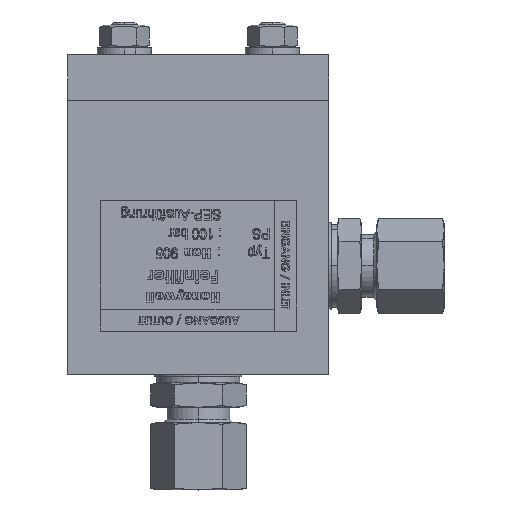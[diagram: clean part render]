
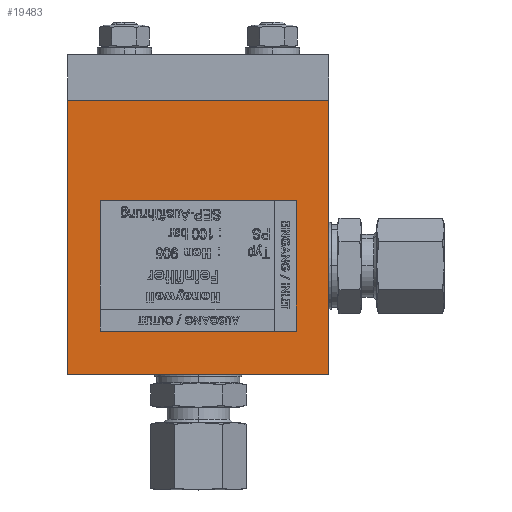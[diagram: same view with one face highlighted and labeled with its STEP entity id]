
A CAD part, left-side view. The second image highlights one B-rep face of the part: STEP entity #19483.
In plain terms, the highlighted planar face has unit normal (1, 0, 0).
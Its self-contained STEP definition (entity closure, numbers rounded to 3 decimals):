
#804 = EDGE_CURVE ( 'NONE', #92183, #64378, #77927, .T. ) ;
#936 = EDGE_CURVE ( 'NONE', #32835, #90287, #75648, .T. ) ;
#942 = LINE ( 'NONE', #85439, #22866 ) ;
#971 = VERTEX_POINT ( 'NONE', #58837 ) ;
#1275 = CARTESIAN_POINT ( 'NONE',  ( -25., 30., 9.995 ) ) ;
#4328 = EDGE_CURVE ( 'NONE', #90287, #93592, #25727, .T. ) ;
#5757 = DIRECTION ( 'NONE',  ( 0., 0., -1. ) ) ;
#11888 = CARTESIAN_POINT ( 'NONE',  ( -25., -30., 63. ) ) ;
#13069 = CARTESIAN_POINT ( 'NONE',  ( -25., -22.506, 63. ) ) ;
#13688 = CARTESIAN_POINT ( 'NONE',  ( -25., -30., 63. ) ) ;
#15298 = CARTESIAN_POINT ( 'NONE',  ( -25., 30., 63. ) ) ;
#17435 = PLANE ( 'NONE',  #93830 ) ;
#18220 = VECTOR ( 'NONE', #23527, 1000. ) ;
#18750 = EDGE_CURVE ( 'NONE', #87168, #971, #942, .T. ) ;
#19483 = ADVANCED_FACE ( 'NONE', ( #51893, #64548 ), #17435, .T. ) ;
#21300 = EDGE_CURVE ( 'NONE', #89197, #32835, #40117, .T. ) ;
#22866 = VECTOR ( 'NONE', #70968, 1000. ) ;
#23116 = ORIENTED_EDGE ( 'NONE', *, *, #77723, .T. ) ;
#23527 = DIRECTION ( 'NONE',  ( 0., -1., 0. ) ) ;
#24215 = CARTESIAN_POINT ( 'NONE',  ( -25., 30., 39.995 ) ) ;
#25727 = LINE ( 'NONE', #24215, #43008 ) ;
#32254 = DIRECTION ( 'NONE',  ( 0., 1., 0. ) ) ;
#32826 = CARTESIAN_POINT ( 'NONE',  ( -25., -22.506, 39.995 ) ) ;
#32835 = VERTEX_POINT ( 'NONE', #67329 ) ;
#37258 = ORIENTED_EDGE ( 'NONE', *, *, #52487, .T. ) ;
#39108 = ORIENTED_EDGE ( 'NONE', *, *, #4328, .T. ) ;
#39942 = VECTOR ( 'NONE', #67693, 1000. ) ;
#40117 = LINE ( 'NONE', #1275, #18220 ) ;
#43008 = VECTOR ( 'NONE', #75737, 1000. ) ;
#47553 = DIRECTION ( 'NONE',  ( 0., -1., 0. ) ) ;
#50378 = ORIENTED_EDGE ( 'NONE', *, *, #56769, .T. ) ;
#51893 = FACE_BOUND ( 'NONE', #86513, .T. ) ;
#52487 = EDGE_CURVE ( 'NONE', #93592, #89197, #77693, .T. ) ;
#53788 = VECTOR ( 'NONE', #72038, 1000. ) ;
#54426 = CARTESIAN_POINT ( 'NONE',  ( -25., -30., 0. ) ) ;
#55238 = ORIENTED_EDGE ( 'NONE', *, *, #18750, .T. ) ;
#55827 = VECTOR ( 'NONE', #71412, 1000. ) ;
#56769 = EDGE_CURVE ( 'NONE', #971, #92183, #83735, .T. ) ;
#58374 = VECTOR ( 'NONE', #47553, 1000. ) ;
#58837 = CARTESIAN_POINT ( 'NONE',  ( -25., 30., 0. ) ) ;
#60297 = CARTESIAN_POINT ( 'NONE',  ( -25., 30., 63. ) ) ;
#60300 = VECTOR ( 'NONE', #5757, 1000. ) ;
#62611 = LINE ( 'NONE', #11888, #60300 ) ;
#63697 = CARTESIAN_POINT ( 'NONE',  ( -25., 22.494, 39.995 ) ) ;
#64378 = VERTEX_POINT ( 'NONE', #13688 ) ;
#64548 = FACE_OUTER_BOUND ( 'NONE', #88703, .T. ) ;
#67329 = CARTESIAN_POINT ( 'NONE',  ( -25., -22.506, 9.995 ) ) ;
#67693 = DIRECTION ( 'NONE',  ( 0., 0., 1. ) ) ;
#69017 = CARTESIAN_POINT ( 'NONE',  ( -25., 30., 63. ) ) ;
#70968 = DIRECTION ( 'NONE',  ( 0., 1., 0. ) ) ;
#71412 = DIRECTION ( 'NONE',  ( 0., 0., -1. ) ) ;
#71958 = ORIENTED_EDGE ( 'NONE', *, *, #21300, .T. ) ;
#72038 = DIRECTION ( 'NONE',  ( 0., 0., 1. ) ) ;
#75648 = LINE ( 'NONE', #13069, #53788 ) ;
#75737 = DIRECTION ( 'NONE',  ( 0., 1., 0. ) ) ;
#76385 = DIRECTION ( 'NONE',  ( 1., 0., 0. ) ) ;
#76843 = CARTESIAN_POINT ( 'NONE',  ( -25., 30., 63. ) ) ;
#77680 = ORIENTED_EDGE ( 'NONE', *, *, #936, .T. ) ;
#77693 = LINE ( 'NONE', #93570, #55827 ) ;
#77723 = EDGE_CURVE ( 'NONE', #64378, #87168, #62611, .T. ) ;
#77927 = LINE ( 'NONE', #76843, #58374 ) ;
#83735 = LINE ( 'NONE', #60297, #39942 ) ;
#84857 = ORIENTED_EDGE ( 'NONE', *, *, #804, .T. ) ;
#85439 = CARTESIAN_POINT ( 'NONE',  ( -25., 30., 0. ) ) ;
#86513 = EDGE_LOOP ( 'NONE', ( #77680, #39108, #37258, #71958 ) ) ;
#87168 = VERTEX_POINT ( 'NONE', #54426 ) ;
#88703 = EDGE_LOOP ( 'NONE', ( #23116, #55238, #50378, #84857 ) ) ;
#89197 = VERTEX_POINT ( 'NONE', #95059 ) ;
#90287 = VERTEX_POINT ( 'NONE', #32826 ) ;
#92183 = VERTEX_POINT ( 'NONE', #15298 ) ;
#93570 = CARTESIAN_POINT ( 'NONE',  ( -25., 22.494, 63. ) ) ;
#93592 = VERTEX_POINT ( 'NONE', #63697 ) ;
#93830 = AXIS2_PLACEMENT_3D ( 'NONE', #69017, #76385, #32254 ) ;
#95059 = CARTESIAN_POINT ( 'NONE',  ( -25., 22.494, 9.995 ) ) ;
